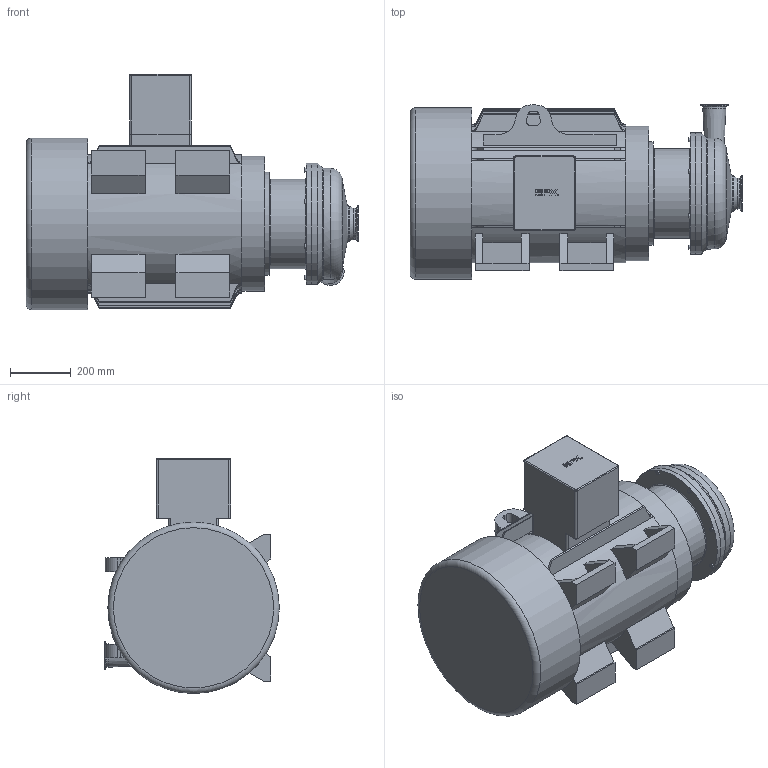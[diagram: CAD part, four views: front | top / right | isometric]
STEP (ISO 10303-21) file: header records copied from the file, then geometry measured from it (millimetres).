
FILE_DESCRIPTION(/* description */ (''),/* implementation_level */ '2;1');
FILE_NAME(/* name */ 'W+_W+110-130_405TC_4.0x3.0_S-Line_100HP_SM.stp',/* time_stamp */ '2020-11-04T16:48:50+05:00',/* author */ ('KRXREM'),/* organization */ (''),/* preprocessor_version */ 'ST-DEVELOPER v17',/* originating_system */ 'Autodesk Inventor 2018',/* authorisation */ '');
FILE_SCHEMA (('AUTOMOTIVE_DESIGN { 1 0 10303 214 3 1 1 }'));
Length unit declared in the file: inch
Products named in the file (1): W+_W+110-130_405TC_4.0x3.0_S-Line_100HP_SM
Bounding box: 1093.75 x 575.15 x 774.7 mm (x, y, z)
Volume: 190749737.4 mm3; surface area: 3812408.8 mm2
Topology: 1 solids, 1 shells, 479 faces, 1260 edges, 827 vertices
Faces by surface type: plane 242, cone 96, cylinder 64, torus 48, bspline 29
Full cylindrical faces by diameter (mm): 71.984 x1, 76.327 x1, 90.907 x1, 97.384 x1, 101.727 x1, 117.011 x1, 118.923 x1, 295 x1, 340 x1, 366 x1, 400 x2, 444.5 x1, 457.2 x1, 564.896 x1
Entity records: 16164 total; most frequent: CARTESIAN_POINT 4277, ORIENTED_EDGE 2520, DIRECTION 2239, EDGE_CURVE 1260, VERTEX_POINT 827, AXIS2_PLACEMENT_3D 821, LINE 597, VECTOR 597
